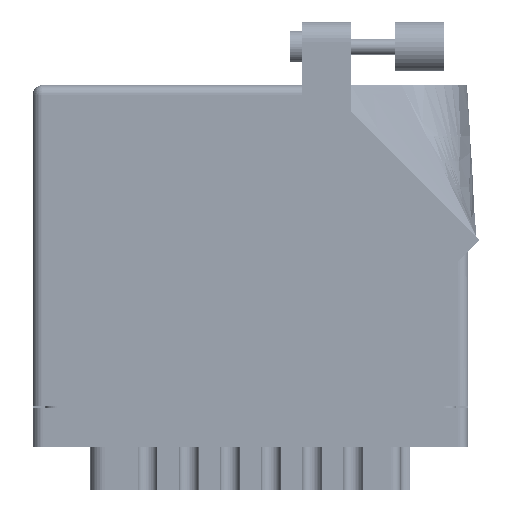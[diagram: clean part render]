
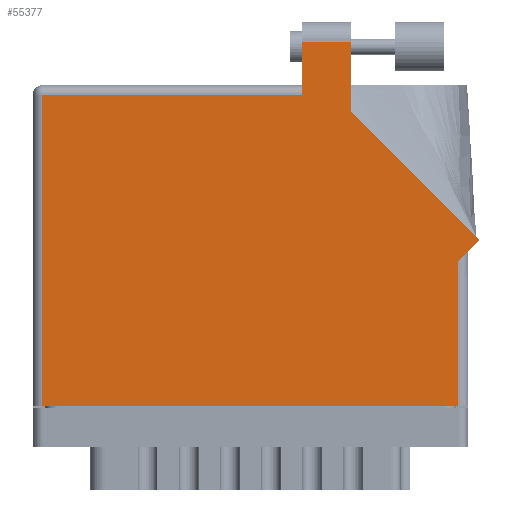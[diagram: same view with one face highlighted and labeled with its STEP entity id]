
A CAD part, front view. The second image highlights one B-rep face of the part: STEP entity #55377.
In plain terms, the highlighted face is planar.
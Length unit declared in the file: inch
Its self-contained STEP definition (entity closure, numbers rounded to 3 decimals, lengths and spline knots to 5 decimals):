
#476 = CARTESIAN_POINT ( 'NONE',  ( 0.062, 0., 0. ) ) ;
#998 = DIRECTION ( 'NONE',  ( -1., 0., 0. ) ) ;
#1267 = ORIENTED_EDGE ( 'NONE', *, *, #19985, .T. ) ;
#2419 = CARTESIAN_POINT ( 'NONE',  ( 1.705, 2.305, 0. ) ) ;
#2944 = ORIENTED_EDGE ( 'NONE', *, *, #59780, .T. ) ;
#6360 = ORIENTED_EDGE ( 'NONE', *, *, #16833, .T. ) ;
#7625 = EDGE_CURVE ( 'NONE', #52537, #17284, #82814, .T. ) ;
#9015 = EDGE_LOOP ( 'NONE', ( #47274, #13685, #2944, #91626, #6360, #74527, #1267, #52261, #28688 ) ) ;
#11189 = DIRECTION ( 'NONE',  ( 0., 1., 0. ) ) ;
#11958 = DIRECTION ( 'NONE',  ( -0.707, 0.707, 0. ) ) ;
#13685 = ORIENTED_EDGE ( 'NONE', *, *, #59339, .T. ) ;
#15327 = VECTOR ( 'NONE', #11189, 39.37008 ) ;
#16833 = EDGE_CURVE ( 'NONE', #50493, #52537, #44137, .T. ) ;
#17211 = VECTOR ( 'NONE', #63504, 39.37008 ) ;
#17284 = VERTEX_POINT ( 'NONE', #57845 ) ;
#19985 = EDGE_CURVE ( 'NONE', #17284, #76781, #28991, .T. ) ;
#20625 = DIRECTION ( 'NONE',  ( -1., 0., 0. ) ) ;
#21623 = VECTOR ( 'NONE', #86811, 39.37008 ) ;
#23357 = EDGE_CURVE ( 'NONE', #28270, #30432, #43944, .T. ) ;
#24146 = VECTOR ( 'NONE', #998, 39.37008 ) ;
#27300 = CARTESIAN_POINT ( 'NONE',  ( 2.82571, 1.05071, 0. ) ) ;
#28270 = VERTEX_POINT ( 'NONE', #28866 ) ;
#28688 = ORIENTED_EDGE ( 'NONE', *, *, #23357, .T. ) ;
#28866 = CARTESIAN_POINT ( 'NONE',  ( 2.82571, 1.05071, 0. ) ) ;
#28991 = LINE ( 'NONE', #73877, #89600 ) ;
#30432 = VERTEX_POINT ( 'NONE', #57938 ) ;
#31499 = DIRECTION ( 'NONE',  ( 1., 0., 0. ) ) ;
#32602 = CARTESIAN_POINT ( 'NONE',  ( 1.705, 2.03, 0. ) ) ;
#39024 = VECTOR ( 'NONE', #31499, 39.37008 ) ;
#41980 = LINE ( 'NONE', #70946, #48781 ) ;
#43944 = LINE ( 'NONE', #27300, #77639 ) ;
#44137 = LINE ( 'NONE', #476, #21623 ) ;
#44906 = FACE_OUTER_BOUND ( 'NONE', #9015, .T. ) ;
#46687 = CARTESIAN_POINT ( 'NONE',  ( 2.012, 1.86442, 0. ) ) ;
#47274 = ORIENTED_EDGE ( 'NONE', *, *, #84220, .T. ) ;
#47887 = LINE ( 'NONE', #46687, #15327 ) ;
#48781 = VECTOR ( 'NONE', #79077, 39.37008 ) ;
#50493 = VERTEX_POINT ( 'NONE', #50601 ) ;
#50601 = CARTESIAN_POINT ( 'NONE',  ( 0.062, 1.968, 0. ) ) ;
#51945 = EDGE_CURVE ( 'NONE', #76781, #28270, #83896, .T. ) ;
#52261 = ORIENTED_EDGE ( 'NONE', *, *, #51945, .T. ) ;
#52537 = VERTEX_POINT ( 'NONE', #69426 ) ;
#53848 = DIRECTION ( 'NONE',  ( 0.707, 0.707, 0. ) ) ;
#53939 = CARTESIAN_POINT ( 'NONE',  ( 1.705, 1.968, 0. ) ) ;
#55377 = ADVANCED_FACE ( 'NONE', ( #44906 ), #84706, .F. ) ;
#56135 = DIRECTION ( 'NONE',  ( 0., 0., -1. ) ) ;
#57845 = CARTESIAN_POINT ( 'NONE',  ( 2.693, 0., 0. ) ) ;
#57938 = CARTESIAN_POINT ( 'NONE',  ( 2.012, 1.86442, 0. ) ) ;
#59339 = EDGE_CURVE ( 'NONE', #60701, #68299, #41980, .T. ) ;
#59780 = EDGE_CURVE ( 'NONE', #68299, #71930, #80128, .T. ) ;
#60701 = VERTEX_POINT ( 'NONE', #64399 ) ;
#63504 = DIRECTION ( 'NONE',  ( 0., -1., 0. ) ) ;
#64399 = CARTESIAN_POINT ( 'NONE',  ( 2.012, 2.305, 0. ) ) ;
#68299 = VERTEX_POINT ( 'NONE', #2419 ) ;
#69052 = CARTESIAN_POINT ( 'NONE',  ( 2.693, 0.918, 0. ) ) ;
#69299 = VECTOR ( 'NONE', #53848, 39.37008 ) ;
#69426 = CARTESIAN_POINT ( 'NONE',  ( 0.062, 0., 0. ) ) ;
#70946 = CARTESIAN_POINT ( 'NONE',  ( 1.705, 2.305, 0. ) ) ;
#71930 = VERTEX_POINT ( 'NONE', #53939 ) ;
#72930 = CARTESIAN_POINT ( 'NONE',  ( 0., 1.968, 0. ) ) ;
#73877 = CARTESIAN_POINT ( 'NONE',  ( 2.693, 0.98, 0. ) ) ;
#74188 = DIRECTION ( 'NONE',  ( 0., 1., 0. ) ) ;
#74527 = ORIENTED_EDGE ( 'NONE', *, *, #7625, .T. ) ;
#74911 = CARTESIAN_POINT ( 'NONE',  ( 2.755, 0.98, 0. ) ) ;
#76781 = VERTEX_POINT ( 'NONE', #69052 ) ;
#77639 = VECTOR ( 'NONE', #11958, 39.37008 ) ;
#79077 = DIRECTION ( 'NONE',  ( -1., 0., 0. ) ) ;
#79633 = AXIS2_PLACEMENT_3D ( 'NONE', #91878, #56135, #20625 ) ;
#80128 = LINE ( 'NONE', #32602, #17211 ) ;
#82814 = LINE ( 'NONE', #89206, #39024 ) ;
#83896 = LINE ( 'NONE', #74911, #69299 ) ;
#84220 = EDGE_CURVE ( 'NONE', #30432, #60701, #47887, .T. ) ;
#84706 = PLANE ( 'NONE',  #79633 ) ;
#85133 = EDGE_CURVE ( 'NONE', #71930, #50493, #89276, .T. ) ;
#86811 = DIRECTION ( 'NONE',  ( 0., -1., 0. ) ) ;
#89206 = CARTESIAN_POINT ( 'NONE',  ( 0., 0., 0. ) ) ;
#89276 = LINE ( 'NONE', #72930, #24146 ) ;
#89600 = VECTOR ( 'NONE', #74188, 39.37008 ) ;
#91626 = ORIENTED_EDGE ( 'NONE', *, *, #85133, .T. ) ;
#91878 = CARTESIAN_POINT ( 'NONE',  ( 0., 2.03, 0. ) ) ;
